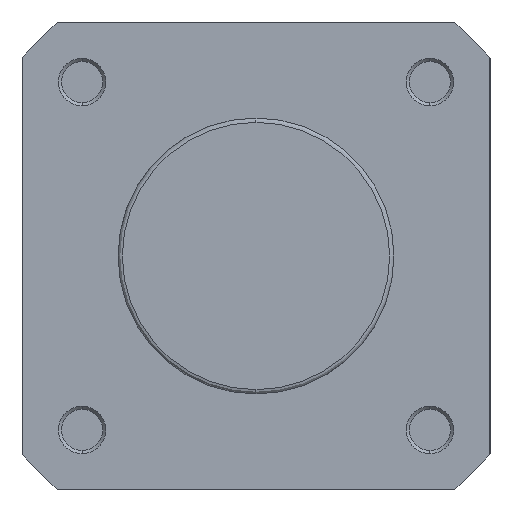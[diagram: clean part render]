
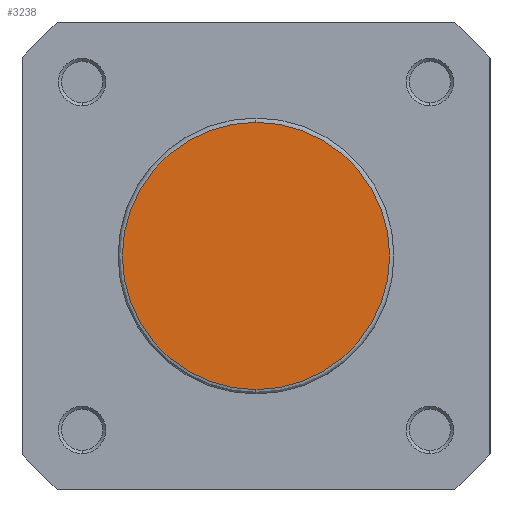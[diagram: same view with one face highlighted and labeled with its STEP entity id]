
A CAD part, left-side view. The second image highlights one B-rep face of the part: STEP entity #3238.
In plain terms, the highlighted planar face has unit normal (-1, 0, 0).
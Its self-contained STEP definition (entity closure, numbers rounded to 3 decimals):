
#327 = PLANE ( 'NONE',  #4801 ) ;
#328 = CARTESIAN_POINT ( 'NONE',  ( 0., 22.4, 0. ) ) ;
#337 = DIRECTION ( 'NONE',  ( 1., 0., 0. ) ) ;
#338 = DIRECTION ( 'NONE',  ( 0., 0., -1. ) ) ;
#1082 = CARTESIAN_POINT ( 'NONE',  ( 0., 0., 0. ) ) ;
#1084 = DIRECTION ( 'NONE',  ( -1., 0., 0. ) ) ;
#1085 = DIRECTION ( 'NONE',  ( 0., 0., -1. ) ) ;
#1503 = CIRCLE ( 'NONE', #4957, 21.7 ) ;
#1834 = CARTESIAN_POINT ( 'NONE',  ( 0., 0., 21.7 ) ) ;
#2114 = VERTEX_POINT ( 'NONE', #1834 ) ;
#2202 = CARTESIAN_POINT ( 'NONE',  ( 0., 0., 0. ) ) ;
#2212 = VERTEX_POINT ( 'NONE', #2314 ) ;
#2228 = DIRECTION ( 'NONE',  ( 0., 0., -1. ) ) ;
#2240 = DIRECTION ( 'NONE',  ( -1., 0., 0. ) ) ;
#2314 = CARTESIAN_POINT ( 'NONE',  ( 0., 0., -21.7 ) ) ;
#2359 = EDGE_CURVE ( 'NONE', #2114, #2212, #3608, .T. ) ;
#3238 = ADVANCED_FACE ( 'NONE', ( #3934 ), #327, .F. ) ;
#3340 = EDGE_LOOP ( 'NONE', ( #5555, #5553 ) ) ;
#3608 = CIRCLE ( 'NONE', #4637, 21.7 ) ;
#3934 = FACE_OUTER_BOUND ( 'NONE', #3340, .T. ) ;
#4435 = EDGE_CURVE ( 'NONE', #2212, #2114, #1503, .T. ) ;
#4637 = AXIS2_PLACEMENT_3D ( 'NONE', #2202, #2240, #2228 ) ;
#4801 = AXIS2_PLACEMENT_3D ( 'NONE', #328, #337, #338 ) ;
#4957 = AXIS2_PLACEMENT_3D ( 'NONE', #1082, #1084, #1085 ) ;
#5553 = ORIENTED_EDGE ( 'NONE', *, *, #2359, .T. ) ;
#5555 = ORIENTED_EDGE ( 'NONE', *, *, #4435, .T. ) ;
